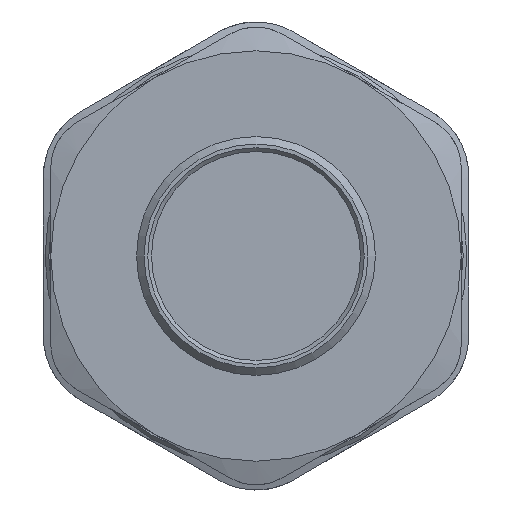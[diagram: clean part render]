
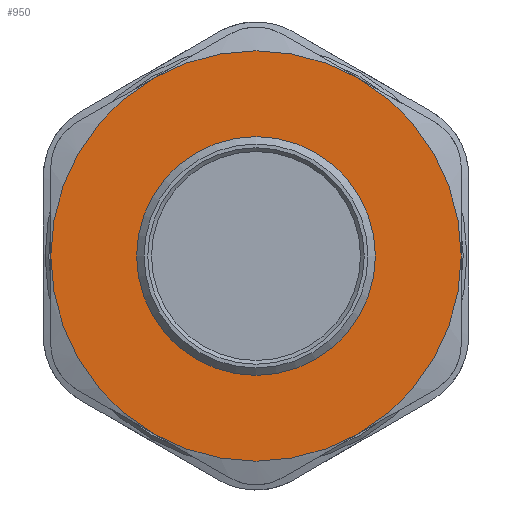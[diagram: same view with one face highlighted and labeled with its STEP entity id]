
A CAD part, front view. The second image highlights one B-rep face of the part: STEP entity #950.
In plain terms, the highlighted planar face has unit normal (0, -1, 0).
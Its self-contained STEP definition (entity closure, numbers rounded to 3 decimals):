
#191=FACE_BOUND('',#363,.T.);
#302=FACE_OUTER_BOUND('',#362,.T.);
#362=EDGE_LOOP('',(#869,#870,#871,#872,#873,#874));
#363=EDGE_LOOP('',(#875));
#382=CIRCLE('',#1021,27.5);
#383=CIRCLE('',#1025,27.5);
#384=CIRCLE('',#1029,27.5);
#385=CIRCLE('',#1033,27.5);
#386=CIRCLE('',#1037,27.5);
#387=CIRCLE('',#1041,27.5);
#396=CIRCLE('',#1061,15.25);
#445=VERTEX_POINT('',#1632);
#446=VERTEX_POINT('',#1636);
#454=VERTEX_POINT('',#1686);
#460=VERTEX_POINT('',#1730);
#466=VERTEX_POINT('',#1774);
#472=VERTEX_POINT('',#1818);
#479=VERTEX_POINT('',#1890);
#551=EDGE_CURVE('',#445,#446,#382,.T.);
#562=EDGE_CURVE('',#446,#454,#383,.T.);
#571=EDGE_CURVE('',#454,#460,#384,.T.);
#580=EDGE_CURVE('',#460,#466,#385,.T.);
#589=EDGE_CURVE('',#466,#472,#386,.T.);
#597=EDGE_CURVE('',#472,#445,#387,.T.);
#610=EDGE_CURVE('',#479,#479,#396,.T.);
#869=ORIENTED_EDGE('',*,*,#580,.F.);
#870=ORIENTED_EDGE('',*,*,#571,.F.);
#871=ORIENTED_EDGE('',*,*,#562,.F.);
#872=ORIENTED_EDGE('',*,*,#551,.F.);
#873=ORIENTED_EDGE('',*,*,#597,.F.);
#874=ORIENTED_EDGE('',*,*,#589,.F.);
#875=ORIENTED_EDGE('',*,*,#610,.T.);
#894=PLANE('',#1062);
#950=ADVANCED_FACE('',(#302,#191),#894,.T.);
#1021=AXIS2_PLACEMENT_3D('',#1637,#1183,#1184);
#1025=AXIS2_PLACEMENT_3D('',#1687,#1194,#1195);
#1029=AXIS2_PLACEMENT_3D('',#1731,#1204,#1205);
#1033=AXIS2_PLACEMENT_3D('',#1775,#1214,#1215);
#1037=AXIS2_PLACEMENT_3D('',#1819,#1224,#1225);
#1041=AXIS2_PLACEMENT_3D('',#1859,#1233,#1234);
#1061=AXIS2_PLACEMENT_3D('',#1891,#1275,#1276);
#1062=AXIS2_PLACEMENT_3D('',#1893,#1278,#1279);
#1183=DIRECTION('center_axis',(0.,1.,0.));
#1184=DIRECTION('ref_axis',(1.,0.,0.));
#1194=DIRECTION('center_axis',(0.,1.,0.));
#1195=DIRECTION('ref_axis',(1.,0.,0.));
#1204=DIRECTION('center_axis',(0.,1.,0.));
#1205=DIRECTION('ref_axis',(1.,0.,0.));
#1214=DIRECTION('center_axis',(0.,1.,0.));
#1215=DIRECTION('ref_axis',(1.,0.,0.));
#1224=DIRECTION('center_axis',(0.,1.,0.));
#1225=DIRECTION('ref_axis',(1.,0.,0.));
#1233=DIRECTION('center_axis',(0.,1.,0.));
#1234=DIRECTION('ref_axis',(1.,0.,0.));
#1275=DIRECTION('center_axis',(0.,1.,0.));
#1276=DIRECTION('ref_axis',(1.,0.,0.));
#1278=DIRECTION('center_axis',(0.,-1.,0.));
#1279=DIRECTION('ref_axis',(0.,0.,-1.));
#1632=CARTESIAN_POINT('',(13.403,-1.731,0.));
#1636=CARTESIAN_POINT('',(-0.347,-1.731,-23.816));
#1637=CARTESIAN_POINT('Origin',(-14.097,-1.731,0.));
#1686=CARTESIAN_POINT('',(-27.847,-1.731,-23.816));
#1687=CARTESIAN_POINT('Origin',(-14.097,-1.731,0.));
#1730=CARTESIAN_POINT('',(-41.597,-1.731,0.));
#1731=CARTESIAN_POINT('Origin',(-14.097,-1.731,0.));
#1774=CARTESIAN_POINT('',(-27.847,-1.731,23.816));
#1775=CARTESIAN_POINT('Origin',(-14.097,-1.731,0.));
#1818=CARTESIAN_POINT('',(-0.347,-1.731,23.816));
#1819=CARTESIAN_POINT('Origin',(-14.097,-1.731,0.));
#1859=CARTESIAN_POINT('Origin',(-14.097,-1.731,0.));
#1890=CARTESIAN_POINT('',(1.153,-1.731,0.));
#1891=CARTESIAN_POINT('Origin',(-14.097,-1.731,0.));
#1893=CARTESIAN_POINT('Origin',(-41.597,-1.731,0.));
